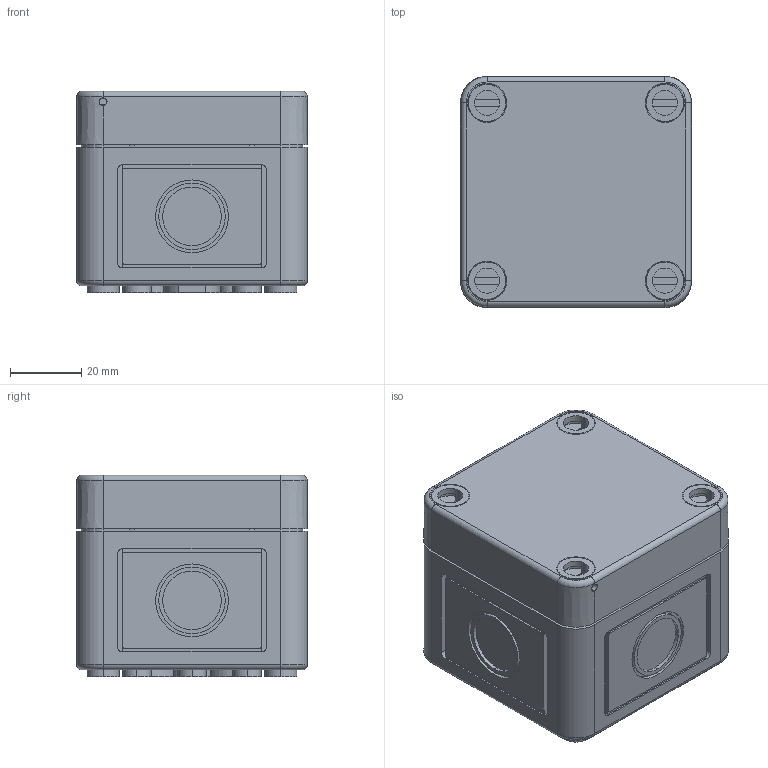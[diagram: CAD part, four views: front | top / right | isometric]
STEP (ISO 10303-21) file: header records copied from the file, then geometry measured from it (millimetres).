
FILE_DESCRIPTION (( 'STEP AP203' ), '1' );
FILE_NAME ('60070715.step', '2014-12-03T15:00:37', ( 'Windows-Benutzer' ), ( '' ), 'SwSTEP 2.0', 'SolidWorks 2014', '' );
FILE_SCHEMA (( 'CONFIG_CONTROL_DESIGN' ));
Length unit declared in the file: millimetre
Products named in the file (4): Kasten_TK77-m60070715; Deckel_TK77-660070715; Schraube_TK34mm-grau60070715; 60070715
Assembly tree (6 placements, depth 2):
  60070715
    Kasten_TK77-m60070715
    Deckel_TK77-660070715
    Schraube_TK34mm-grau60070715  x4
Bounding box: 65 x 65 x 56.7 mm (x, y, z)
Volume: 75602.5 mm3; surface area: 60346 mm2
Topology: 6 solids, 6 shells, 696 faces, 1749 edges, 1138 vertices
Faces by surface type: plane 361, cylinder 255, cone 64, torus 16
Entity records: 17659 total; most frequent: DIRECTION 3117, CARTESIAN_POINT 3070, ORIENTED_EDGE 2838, EDGE_CURVE 1419, AXIS2_PLACEMENT_3D 1149, VERTEX_POINT 922, VECTOR 819, LINE 819
